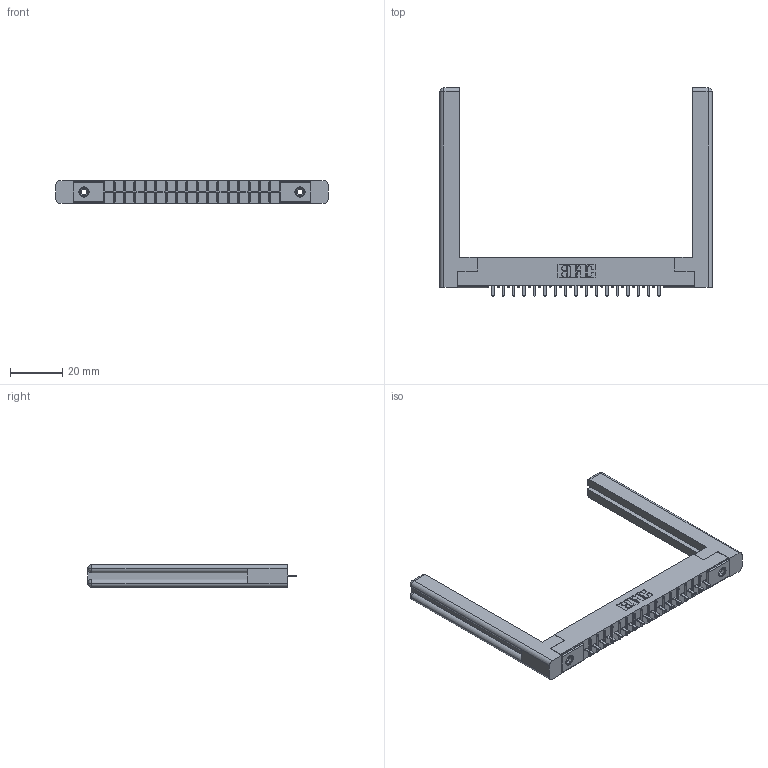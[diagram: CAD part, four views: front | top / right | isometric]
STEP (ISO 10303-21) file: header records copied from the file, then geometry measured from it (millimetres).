
FILE_DESCRIPTION (( 'STEP AP203' ), '1' );
FILE_NAME ('316-017-421-158.STEP', '2020-09-22T18:24:30', ( '' ), ( '' ), 'SwSTEP 2.0', 'SolidWorks 2020', '' );
FILE_SCHEMA (( 'CONFIG_CONTROL_DESIGN' ));
Length unit declared in the file: inch
Products named in the file (5): 306-290-001_121; 345-250-001_345-250-001-102; 316-017-421-158; 307-220-058; 306 Part_.156 Dia
Assembly tree (22 placements, depth 2):
  316-017-421-158
    306 Part_.156 Dia
    306-290-001_121  x17
    345-250-001_345-250-001-102  x2
    307-220-058  x2
Bounding box: 103.99 x 79.53 x 8.71 mm (x, y, z)
Volume: 14718 mm3; surface area: 15461.7 mm2
Topology: 22 solids, 22 shells, 1448 faces, 4019 edges, 2574 vertices
Faces by surface type: plane 951, cylinder 405, sphere 68, cone 12, torus 12
Entity records: 21681 total; most frequent: CARTESIAN_POINT 3645, DIRECTION 3552, ORIENTED_EDGE 3552, EDGE_CURVE 1776, LINE 1370, VECTOR 1370, VERTEX_POINT 1130, AXIS2_PLACEMENT_3D 1091
